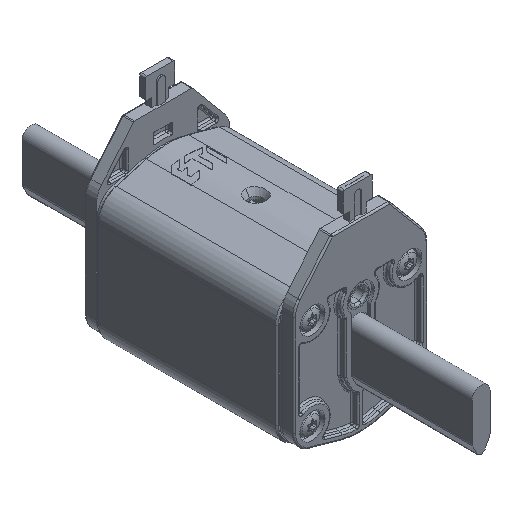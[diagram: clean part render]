
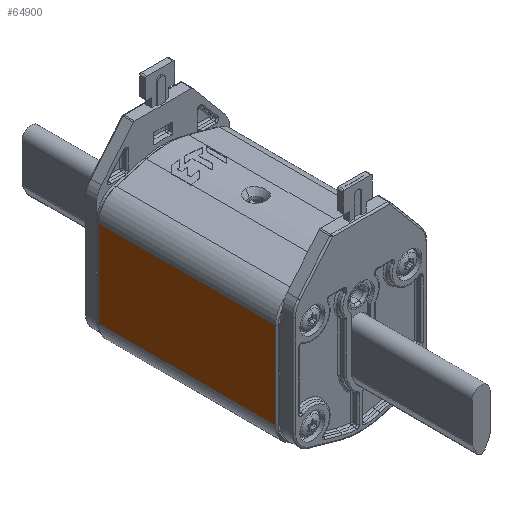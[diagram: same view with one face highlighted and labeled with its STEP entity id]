
A CAD part, isometric view. The second image highlights one B-rep face of the part: STEP entity #64900.
In plain terms, the highlighted planar face has unit normal (-1, 0, 0).
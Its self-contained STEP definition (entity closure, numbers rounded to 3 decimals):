
#2255=DIRECTION('',(0.,0.,-1.));
#2256=VECTOR('',#2255,29.);
#2257=CARTESIAN_POINT('',(-23.,-64.383,-5.899));
#2258=LINE('',#2257,#2256);
#30116=DIRECTION('',(0.,0.,-1.));
#30117=VECTOR('',#30116,29.);
#30118=CARTESIAN_POINT('',(-23.,-5.383,-5.899));
#30119=LINE('',#30118,#30117);
#30123=DIRECTION('',(0.,-1.,0.));
#30124=VECTOR('',#30123,59.);
#30125=CARTESIAN_POINT('',(-23.,-5.383,-5.899));
#30126=LINE('',#30125,#30124);
#30130=DIRECTION('',(0.,-1.,0.));
#30131=VECTOR('',#30130,59.);
#30132=CARTESIAN_POINT('',(-23.,-5.383,-34.899));
#30133=LINE('',#30132,#30131);
#38765=CARTESIAN_POINT('',(-23.,-5.383,-5.899));
#38766=CARTESIAN_POINT('',(-23.,-5.383,-34.899));
#38767=VERTEX_POINT('',#38765);
#38768=VERTEX_POINT('',#38766);
#38835=CARTESIAN_POINT('',(-23.,-64.383,-34.899));
#38836=VERTEX_POINT('',#38835);
#38839=CARTESIAN_POINT('',(-23.,-64.383,-5.899));
#38840=VERTEX_POINT('',#38839);
#64888=CARTESIAN_POINT('',(-23.,-4.883,-5.899));
#64889=DIRECTION('',(-1.,0.,0.));
#64890=DIRECTION('',(0.,0.,-1.));
#64891=AXIS2_PLACEMENT_3D('',#64888,#64889,#64890);
#64892=PLANE('',#64891);
#64893=ORIENTED_EDGE('',*,*,#64881,.F.);
#64894=ORIENTED_EDGE('',*,*,#64843,.T.);
#64895=ORIENTED_EDGE('',*,*,#41769,.T.);
#64897=ORIENTED_EDGE('',*,*,#64896,.F.);
#64898=EDGE_LOOP('',(#64893,#64894,#64895,#64897));
#64899=FACE_OUTER_BOUND('',#64898,.F.);
#64900=ADVANCED_FACE('',(#64899),#64892,.T.);
#41769=EDGE_CURVE('',#38840,#38836,#2258,.T.);
#64843=EDGE_CURVE('',#38767,#38840,#30126,.T.);
#64881=EDGE_CURVE('',#38767,#38768,#30119,.T.);
#64896=EDGE_CURVE('',#38768,#38836,#30133,.T.);
